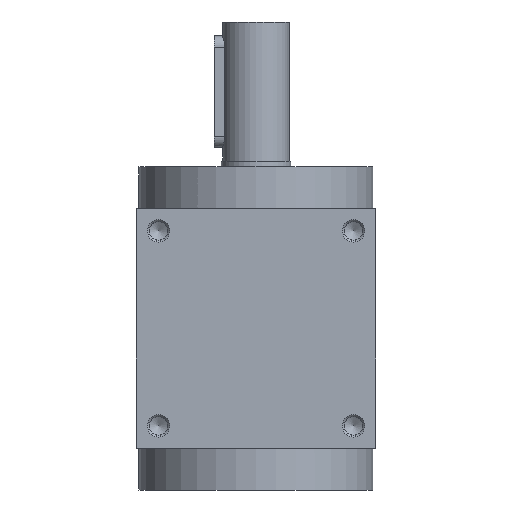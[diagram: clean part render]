
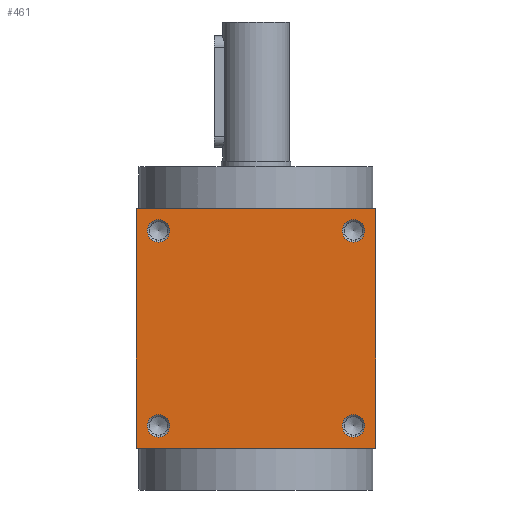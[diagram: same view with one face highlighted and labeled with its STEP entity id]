
A CAD part, left-side view. The second image highlights one B-rep face of the part: STEP entity #461.
In plain terms, the highlighted face is planar.
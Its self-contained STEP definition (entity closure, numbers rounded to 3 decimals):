
#461 = ADVANCED_FACE( '', ( #1176, #1177, #1178, #1179, #1180 ), #1181, .F. );
#1176 = FACE_BOUND( '', #2298, .T. );
#1177 = FACE_BOUND( '', #2299, .T. );
#1178 = FACE_BOUND( '', #2300, .T. );
#1179 = FACE_BOUND( '', #2301, .T. );
#1180 = FACE_OUTER_BOUND( '', #2302, .T. );
#1181 = PLANE( '', #2303 );
#2298 = EDGE_LOOP( '', ( #3569 ) );
#2299 = EDGE_LOOP( '', ( #3570 ) );
#2300 = EDGE_LOOP( '', ( #3571 ) );
#2301 = EDGE_LOOP( '', ( #3572 ) );
#2302 = EDGE_LOOP( '', ( #3573, #3574, #3575, #3576 ) );
#2303 = AXIS2_PLACEMENT_3D( '', #3577, #3578, #3579 );
#3569 = ORIENTED_EDGE( '', *, *, #5864, .F. );
#3570 = ORIENTED_EDGE( '', *, *, #5865, .T. );
#3571 = ORIENTED_EDGE( '', *, *, #5866, .F. );
#3572 = ORIENTED_EDGE( '', *, *, #5867, .T. );
#3573 = ORIENTED_EDGE( '', *, *, #5868, .F. );
#3574 = ORIENTED_EDGE( '', *, *, #5869, .F. );
#3575 = ORIENTED_EDGE( '', *, *, #5715, .F. );
#3576 = ORIENTED_EDGE( '', *, *, #5686, .F. );
#3577 = CARTESIAN_POINT( '', ( 0., 0., -43. ) );
#3578 = DIRECTION( '', ( 0., 0., 1. ) );
#3579 = DIRECTION( '', ( 1., 0., 0. ) );
#5686 = EDGE_CURVE( '', #6608, #6609, #6610, .T. );
#5715 = EDGE_CURVE( '', #6609, #6658, #6659, .T. );
#5864 = EDGE_CURVE( '', #6913, #6913, #6914, .T. );
#5865 = EDGE_CURVE( '', #6915, #6915, #6916, .T. );
#5866 = EDGE_CURVE( '', #6917, #6917, #6918, .T. );
#5867 = EDGE_CURVE( '', #6919, #6919, #6920, .T. );
#5868 = EDGE_CURVE( '', #6921, #6608, #6922, .T. );
#5869 = EDGE_CURVE( '', #6658, #6921, #6923, .T. );
#6608 = VERTEX_POINT( '', #7938 );
#6609 = VERTEX_POINT( '', #7939 );
#6610 = LINE( '', #7940, #7941 );
#6658 = VERTEX_POINT( '', #7992 );
#6659 = LINE( '', #7993, #7994 );
#6913 = VERTEX_POINT( '', #8455 );
#6914 = CIRCLE( '', #8456, 4. );
#6915 = VERTEX_POINT( '', #8457 );
#6916 = CIRCLE( '', #8458, 4. );
#6917 = VERTEX_POINT( '', #8459 );
#6918 = CIRCLE( '', #8460, 4. );
#6919 = VERTEX_POINT( '', #8461 );
#6920 = CIRCLE( '', #8462, 4. );
#6921 = VERTEX_POINT( '', #8463 );
#6922 = LINE( '', #8464, #8465 );
#6923 = LINE( '', #8466, #8467 );
#7938 = CARTESIAN_POINT( '', ( -43., -43., -43. ) );
#7939 = CARTESIAN_POINT( '', ( 43., -43., -43. ) );
#7940 = CARTESIAN_POINT( '', ( -43., -43., -43. ) );
#7941 = VECTOR( '', #9751, 1000. );
#7992 = CARTESIAN_POINT( '', ( 43., 43., -43. ) );
#7993 = CARTESIAN_POINT( '', ( 43., -43., -43. ) );
#7994 = VECTOR( '', #9809, 1000. );
#8455 = CARTESIAN_POINT( '', ( -39., 35., -43. ) );
#8456 = AXIS2_PLACEMENT_3D( '', #9982, #9983, #9984 );
#8457 = CARTESIAN_POINT( '', ( 39., 35., -43. ) );
#8458 = AXIS2_PLACEMENT_3D( '', #9985, #9986, #9987 );
#8459 = CARTESIAN_POINT( '', ( -39., -35., -43. ) );
#8460 = AXIS2_PLACEMENT_3D( '', #9988, #9989, #9990 );
#8461 = CARTESIAN_POINT( '', ( 39., -35., -43. ) );
#8462 = AXIS2_PLACEMENT_3D( '', #9991, #9992, #9993 );
#8463 = CARTESIAN_POINT( '', ( -43., 43., -43. ) );
#8464 = CARTESIAN_POINT( '', ( -43., 43., -43. ) );
#8465 = VECTOR( '', #9994, 1000. );
#8466 = CARTESIAN_POINT( '', ( 43., 43., -43. ) );
#8467 = VECTOR( '', #9995, 1000. );
#9751 = DIRECTION( '', ( 1., 0., 0. ) );
#9809 = DIRECTION( '', ( 0., 1., 0. ) );
#9982 = CARTESIAN_POINT( '', ( -35., 35., -43. ) );
#9983 = DIRECTION( '', ( 0., 0., -1. ) );
#9984 = DIRECTION( '', ( -1., 0., 0. ) );
#9985 = CARTESIAN_POINT( '', ( 35., 35., -43. ) );
#9986 = DIRECTION( '', ( 0., 0., 1. ) );
#9987 = DIRECTION( '', ( 1., 0., 0. ) );
#9988 = CARTESIAN_POINT( '', ( -35., -35., -43. ) );
#9989 = DIRECTION( '', ( 0., 0., -1. ) );
#9990 = DIRECTION( '', ( -1., 0., 0. ) );
#9991 = CARTESIAN_POINT( '', ( 35., -35., -43. ) );
#9992 = DIRECTION( '', ( 0., 0., 1. ) );
#9993 = DIRECTION( '', ( 1., 0., 0. ) );
#9994 = DIRECTION( '', ( 0., -1., 0. ) );
#9995 = DIRECTION( '', ( -1., 0., 0. ) );
